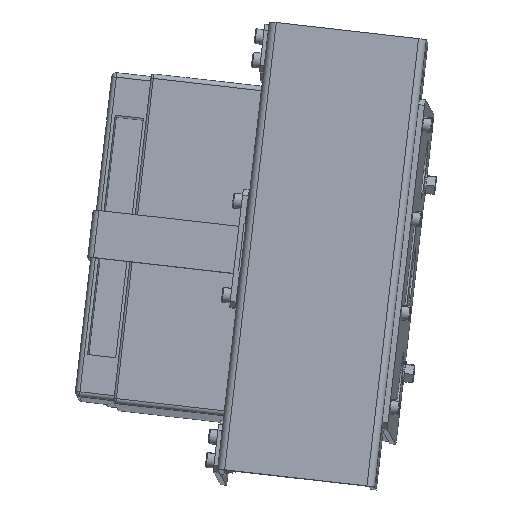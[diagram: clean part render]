
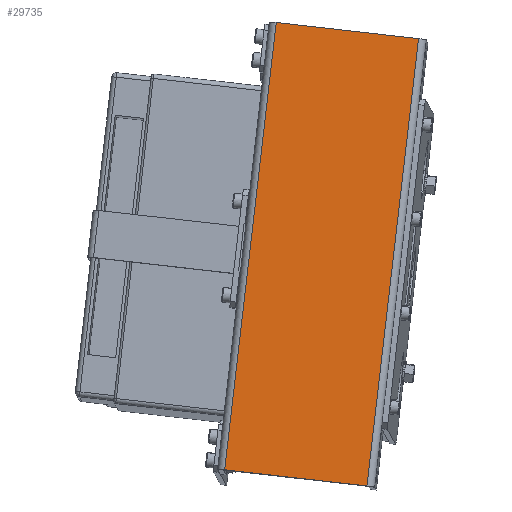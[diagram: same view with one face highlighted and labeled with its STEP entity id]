
A CAD part, left-side view. The second image highlights one B-rep face of the part: STEP entity #29735.
In plain terms, the highlighted face is planar.
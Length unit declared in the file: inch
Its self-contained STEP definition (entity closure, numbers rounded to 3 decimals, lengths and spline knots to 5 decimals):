
#583 = DIRECTION ( 'NONE',  ( 0., 0., -1. ) ) ;
#1118 = EDGE_CURVE ( 'NONE', #6152, #3741, #1483, .T. ) ;
#1483 = LINE ( 'NONE', #21605, #11062 ) ;
#3741 = VERTEX_POINT ( 'NONE', #17079 ) ;
#4145 = ORIENTED_EDGE ( 'NONE', *, *, #31670, .T. ) ;
#5626 = DIRECTION ( 'NONE',  ( 0., 0., -1. ) ) ;
#6152 = VERTEX_POINT ( 'NONE', #27669 ) ;
#6609 = DIRECTION ( 'NONE',  ( -1., 0., 0. ) ) ;
#6613 = VECTOR ( 'NONE', #21381, 39.37008 ) ;
#7869 = CARTESIAN_POINT ( 'NONE',  ( 21.5, 0., -3.205 ) ) ;
#7979 = CARTESIAN_POINT ( 'NONE',  ( 0., 0., -3.05 ) ) ;
#9369 = LINE ( 'NONE', #7979, #16446 ) ;
#9907 = LINE ( 'NONE', #30684, #24569 ) ;
#10635 = DIRECTION ( 'NONE',  ( 1., 0., 0. ) ) ;
#11062 = VECTOR ( 'NONE', #5626, 39.37008 ) ;
#11206 = EDGE_LOOP ( 'NONE', ( #20091, #22794, #23097, #4145 ) ) ;
#13434 = VERTEX_POINT ( 'NONE', #22217 ) ;
#14333 = DIRECTION ( 'NONE',  ( 0., -1., 0. ) ) ;
#16446 = VECTOR ( 'NONE', #10635, 39.37008 ) ;
#17079 = CARTESIAN_POINT ( 'NONE',  ( 31., 0., -3.05 ) ) ;
#19008 = PLANE ( 'NONE',  #20079 ) ;
#19663 = VERTEX_POINT ( 'NONE', #30204 ) ;
#20079 = AXIS2_PLACEMENT_3D ( 'NONE', #30149, #14333, #583 ) ;
#20091 = ORIENTED_EDGE ( 'NONE', *, *, #30874, .T. ) ;
#21363 = FACE_OUTER_BOUND ( 'NONE', #11206, .T. ) ;
#21381 = DIRECTION ( 'NONE',  ( 0., 0., -1. ) ) ;
#21605 = CARTESIAN_POINT ( 'NONE',  ( 31., 0., -3.08 ) ) ;
#22217 = CARTESIAN_POINT ( 'NONE',  ( 21.5, 0., -0.03 ) ) ;
#22794 = ORIENTED_EDGE ( 'NONE', *, *, #27928, .T. ) ;
#23097 = ORIENTED_EDGE ( 'NONE', *, *, #1118, .F. ) ;
#24569 = VECTOR ( 'NONE', #6609, 39.37008 ) ;
#26682 = LINE ( 'NONE', #7869, #6613 ) ;
#27669 = CARTESIAN_POINT ( 'NONE',  ( 31., 0., -0.03 ) ) ;
#27928 = EDGE_CURVE ( 'NONE', #19663, #3741, #9369, .T. ) ;
#29735 = ADVANCED_FACE ( 'NONE', ( #21363 ), #19008, .T. ) ;
#30149 = CARTESIAN_POINT ( 'NONE',  ( 0., 0., -3.08 ) ) ;
#30204 = CARTESIAN_POINT ( 'NONE',  ( 21.5, 0., -3.05 ) ) ;
#30684 = CARTESIAN_POINT ( 'NONE',  ( 31., 0., -0.03 ) ) ;
#30874 = EDGE_CURVE ( 'NONE', #13434, #19663, #26682, .T. ) ;
#31670 = EDGE_CURVE ( 'NONE', #6152, #13434, #9907, .T. ) ;
